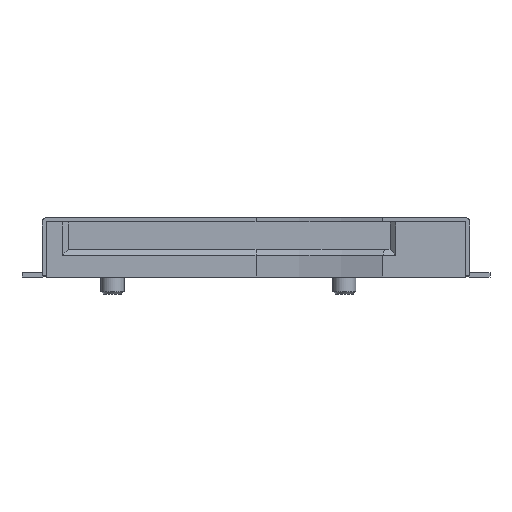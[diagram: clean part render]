
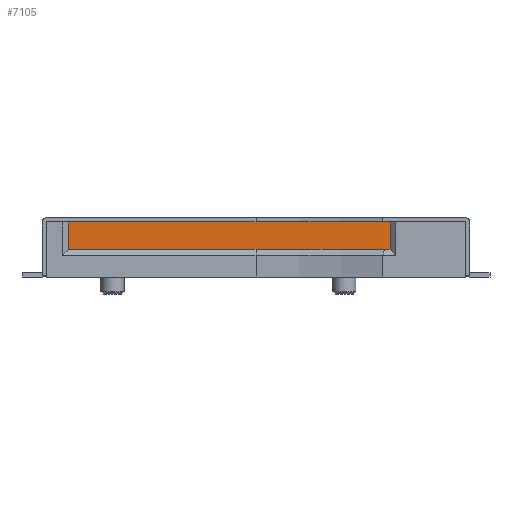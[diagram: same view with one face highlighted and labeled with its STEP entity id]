
A CAD part, front view. The second image highlights one B-rep face of the part: STEP entity #7105.
In plain terms, the highlighted planar face has unit normal (0, -1, 0).
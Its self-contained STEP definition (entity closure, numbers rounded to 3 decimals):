
#5629 = PLANE('',#5630);
#5630 = AXIS2_PLACEMENT_3D('',#5631,#5632,#5633);
#5631 = CARTESIAN_POINT('',(0.,-2.444,
    1.9));
#5632 = DIRECTION('',(0.,0.,-1.));
#5633 = DIRECTION('',(-1.,0.,0.));
#6103 = VERTEX_POINT('',#6104);
#6104 = CARTESIAN_POINT('',(4.625,3.306,1.9
    ));
#6120 = PLANE('',#6121);
#6121 = AXIS2_PLACEMENT_3D('',#6122,#6123,#6124);
#6122 = CARTESIAN_POINT('',(4.625,3.306,1.9
    ));
#6123 = DIRECTION('',(1.,0.,0.));
#6124 = DIRECTION('',(0.,0.,-1.));
#6253 = VERTEX_POINT('',#6254);
#6254 = CARTESIAN_POINT('',(-6.475,3.306,
    1.9));
#6268 = PLANE('',#6269);
#6269 = AXIS2_PLACEMENT_3D('',#6270,#6271,#6272);
#6270 = CARTESIAN_POINT('',(-6.475,3.306,
    1.9));
#6271 = DIRECTION('',(-1.,0.,0.));
#6272 = DIRECTION('',(0.,0.,1.));
#6280 = EDGE_CURVE('',#6103,#6253,#6281,.T.);
#6281 = SURFACE_CURVE('',#6282,(#6286,#6293),.PCURVE_S1.);
#6282 = LINE('',#6283,#6284);
#6283 = CARTESIAN_POINT('',(4.625,3.306,1.9
    ));
#6284 = VECTOR('',#6285,1.);
#6285 = DIRECTION('',(-1.,0.,0.));
#6286 = PCURVE('',#5629,#6287);
#6287 = DEFINITIONAL_REPRESENTATION('',(#6288),#6292);
#6288 = LINE('',#6289,#6290);
#6289 = CARTESIAN_POINT('',(-4.625,5.75));
#6290 = VECTOR('',#6291,1.);
#6291 = DIRECTION('',(1.,0.));
#6292 = ( GEOMETRIC_REPRESENTATION_CONTEXT(2) 
PARAMETRIC_REPRESENTATION_CONTEXT() REPRESENTATION_CONTEXT('2D SPACE',''
  ) );
#6293 = PCURVE('',#6294,#6299);
#6294 = PLANE('',#6295);
#6295 = AXIS2_PLACEMENT_3D('',#6296,#6297,#6298);
#6296 = CARTESIAN_POINT('',(0.,3.306,
    0.));
#6297 = DIRECTION('',(0.,1.,0.));
#6298 = DIRECTION('',(0.,-0.,1.));
#6299 = DEFINITIONAL_REPRESENTATION('',(#6300),#6304);
#6300 = LINE('',#6301,#6302);
#6301 = CARTESIAN_POINT('',(1.9,4.625));
#6302 = VECTOR('',#6303,1.);
#6303 = DIRECTION('',(0.,-1.));
#6304 = ( GEOMETRIC_REPRESENTATION_CONTEXT(2) 
PARAMETRIC_REPRESENTATION_CONTEXT() REPRESENTATION_CONTEXT('2D SPACE',''
  ) );
#6893 = VERTEX_POINT('',#6894);
#6894 = CARTESIAN_POINT('',(-6.475,3.306,
    0.95));
#6908 = PLANE('',#6909);
#6909 = AXIS2_PLACEMENT_3D('',#6910,#6911,#6912);
#6910 = CARTESIAN_POINT('',(4.625,3.306,0.95
    ));
#6911 = DIRECTION('',(0.,0.,-1.));
#6912 = DIRECTION('',(-1.,0.,0.));
#6920 = EDGE_CURVE('',#6253,#6893,#6921,.T.);
#6921 = SURFACE_CURVE('',#6922,(#6926,#6933),.PCURVE_S1.);
#6922 = LINE('',#6923,#6924);
#6923 = CARTESIAN_POINT('',(-6.475,3.306,
    1.9));
#6924 = VECTOR('',#6925,1.);
#6925 = DIRECTION('',(0.,0.,-1.));
#6926 = PCURVE('',#6268,#6927);
#6927 = DEFINITIONAL_REPRESENTATION('',(#6928),#6932);
#6928 = LINE('',#6929,#6930);
#6929 = CARTESIAN_POINT('',(0.,0.));
#6930 = VECTOR('',#6931,1.);
#6931 = DIRECTION('',(-1.,0.));
#6932 = ( GEOMETRIC_REPRESENTATION_CONTEXT(2) 
PARAMETRIC_REPRESENTATION_CONTEXT() REPRESENTATION_CONTEXT('2D SPACE',''
  ) );
#6933 = PCURVE('',#6294,#6934);
#6934 = DEFINITIONAL_REPRESENTATION('',(#6935),#6939);
#6935 = LINE('',#6936,#6937);
#6936 = CARTESIAN_POINT('',(1.9,-6.475));
#6937 = VECTOR('',#6938,1.);
#6938 = DIRECTION('',(-1.,0.));
#6939 = ( GEOMETRIC_REPRESENTATION_CONTEXT(2) 
PARAMETRIC_REPRESENTATION_CONTEXT() REPRESENTATION_CONTEXT('2D SPACE',''
  ) );
#6994 = VERTEX_POINT('',#6995);
#6995 = CARTESIAN_POINT('',(4.625,3.306,0.95
    ));
#7016 = EDGE_CURVE('',#6893,#6994,#7017,.T.);
#7017 = SURFACE_CURVE('',#7018,(#7022,#7029),.PCURVE_S1.);
#7018 = LINE('',#7019,#7020);
#7019 = CARTESIAN_POINT('',(4.625,3.306,0.95
    ));
#7020 = VECTOR('',#7021,1.);
#7021 = DIRECTION('',(1.,0.,0.));
#7022 = PCURVE('',#6908,#7023);
#7023 = DEFINITIONAL_REPRESENTATION('',(#7024),#7028);
#7024 = LINE('',#7025,#7026);
#7025 = CARTESIAN_POINT('',(0.,0.));
#7026 = VECTOR('',#7027,1.);
#7027 = DIRECTION('',(-1.,0.));
#7028 = ( GEOMETRIC_REPRESENTATION_CONTEXT(2) 
PARAMETRIC_REPRESENTATION_CONTEXT() REPRESENTATION_CONTEXT('2D SPACE',''
  ) );
#7029 = PCURVE('',#6294,#7030);
#7030 = DEFINITIONAL_REPRESENTATION('',(#7031),#7035);
#7031 = LINE('',#7032,#7033);
#7032 = CARTESIAN_POINT('',(0.95,4.625));
#7033 = VECTOR('',#7034,1.);
#7034 = DIRECTION('',(0.,1.));
#7035 = ( GEOMETRIC_REPRESENTATION_CONTEXT(2) 
PARAMETRIC_REPRESENTATION_CONTEXT() REPRESENTATION_CONTEXT('2D SPACE',''
  ) );
#7085 = EDGE_CURVE('',#6994,#6103,#7086,.T.);
#7086 = SURFACE_CURVE('',#7087,(#7091,#7098),.PCURVE_S1.);
#7087 = LINE('',#7088,#7089);
#7088 = CARTESIAN_POINT('',(4.625,3.306,1.9
    ));
#7089 = VECTOR('',#7090,1.);
#7090 = DIRECTION('',(0.,0.,1.));
#7091 = PCURVE('',#6120,#7092);
#7092 = DEFINITIONAL_REPRESENTATION('',(#7093),#7097);
#7093 = LINE('',#7094,#7095);
#7094 = CARTESIAN_POINT('',(0.,0.));
#7095 = VECTOR('',#7096,1.);
#7096 = DIRECTION('',(-1.,0.));
#7097 = ( GEOMETRIC_REPRESENTATION_CONTEXT(2) 
PARAMETRIC_REPRESENTATION_CONTEXT() REPRESENTATION_CONTEXT('2D SPACE',''
  ) );
#7098 = PCURVE('',#6294,#7099);
#7099 = DEFINITIONAL_REPRESENTATION('',(#7100),#7104);
#7100 = LINE('',#7101,#7102);
#7101 = CARTESIAN_POINT('',(1.9,4.625));
#7102 = VECTOR('',#7103,1.);
#7103 = DIRECTION('',(1.,0.));
#7104 = ( GEOMETRIC_REPRESENTATION_CONTEXT(2) 
PARAMETRIC_REPRESENTATION_CONTEXT() REPRESENTATION_CONTEXT('2D SPACE',''
  ) );
#7105 = ADVANCED_FACE('',(#7106),#6294,.F.);
#7106 = FACE_BOUND('',#7107,.T.);
#7107 = EDGE_LOOP('',(#7108,#7109,#7110,#7111));
#7108 = ORIENTED_EDGE('',*,*,#7085,.T.);
#7109 = ORIENTED_EDGE('',*,*,#6280,.T.);
#7110 = ORIENTED_EDGE('',*,*,#6920,.T.);
#7111 = ORIENTED_EDGE('',*,*,#7016,.T.);
